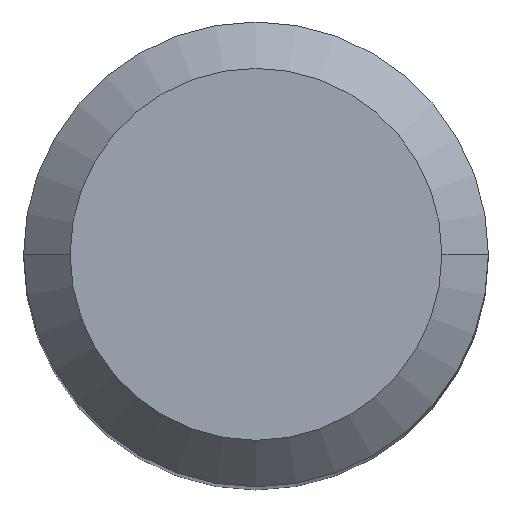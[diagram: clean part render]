
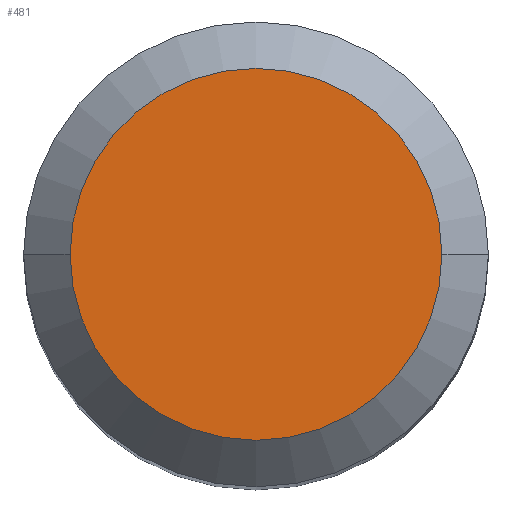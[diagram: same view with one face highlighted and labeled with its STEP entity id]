
A CAD part, top view. The second image highlights one B-rep face of the part: STEP entity #481.
In plain terms, the highlighted planar face has unit normal (0, 0, 1).
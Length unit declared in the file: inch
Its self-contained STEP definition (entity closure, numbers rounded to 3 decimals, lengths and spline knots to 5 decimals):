
#2 = CIRCLE ( 'NONE', #460, 0.15748 ) ;
#12 = ORIENTED_EDGE ( 'NONE', *, *, #445, .T. ) ;
#38 = DIRECTION ( 'NONE',  ( 0., 0., 1. ) ) ;
#58 = FACE_OUTER_BOUND ( 'NONE', #424, .T. ) ;
#59 = VERTEX_POINT ( 'NONE', #103 ) ;
#61 = CIRCLE ( 'NONE', #101, 0.15748 ) ;
#101 = AXIS2_PLACEMENT_3D ( 'NONE', #119, #239, #384 ) ;
#103 = CARTESIAN_POINT ( 'NONE',  ( 0.15748, 0., 0. ) ) ;
#119 = CARTESIAN_POINT ( 'NONE',  ( 0., 0., 0. ) ) ;
#160 = ORIENTED_EDGE ( 'NONE', *, *, #274, .T. ) ;
#187 = VERTEX_POINT ( 'NONE', #297 ) ;
#219 = AXIS2_PLACEMENT_3D ( 'NONE', #272, #233, #315 ) ;
#233 = DIRECTION ( 'NONE',  ( 0., 0., -1. ) ) ;
#239 = DIRECTION ( 'NONE',  ( 0., 0., 1. ) ) ;
#272 = CARTESIAN_POINT ( 'NONE',  ( 0., 0., 0. ) ) ;
#274 = EDGE_CURVE ( 'NONE', #187, #59, #2, .T. ) ;
#279 = PLANE ( 'NONE',  #219 ) ;
#297 = CARTESIAN_POINT ( 'NONE',  ( -0.15748, 0., 0. ) ) ;
#315 = DIRECTION ( 'NONE',  ( -1., 0., 0. ) ) ;
#372 = DIRECTION ( 'NONE',  ( 1., 0., 0. ) ) ;
#384 = DIRECTION ( 'NONE',  ( 1., 0., 0. ) ) ;
#414 = CARTESIAN_POINT ( 'NONE',  ( 0., 0., 0. ) ) ;
#424 = EDGE_LOOP ( 'NONE', ( #160, #12 ) ) ;
#445 = EDGE_CURVE ( 'NONE', #59, #187, #61, .T. ) ;
#460 = AXIS2_PLACEMENT_3D ( 'NONE', #414, #38, #372 ) ;
#481 = ADVANCED_FACE ( 'NONE', ( #58 ), #279, .F. ) ;
